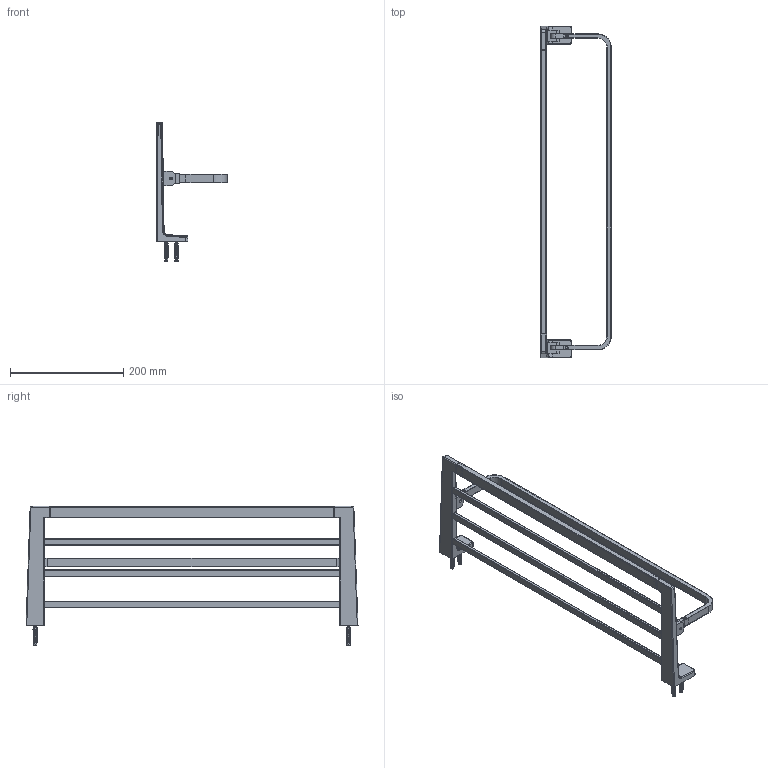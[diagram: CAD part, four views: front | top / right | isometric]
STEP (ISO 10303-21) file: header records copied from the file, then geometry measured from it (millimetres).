
FILE_DESCRIPTION((''),'2;1');
FILE_NAME('67012_ASM','2017-07-17T',('Administrator'),(''),'PRO/ENGINEER BY PARAMETRIC TECHNOLOGY CORPORATION, 2013410','PRO/ENGINEER BY PARAMETRIC TECHNOLOGY CORPORATION, 2013410','');
FILE_SCHEMA(('CONFIG_CONTROL_DESIGN'));
Length unit declared in the file: millimetre
Products named in the file (16): P705120; 676200; 675140; 675141; 676200_ASM; 676220; 94625AB; 94111; P946240; 676210; 676210_ASM; 675000; MCG104030; SJ-PJ-06; PJ01_ASM; 67012_ASM
Assembly tree (25 placements, depth 3):
  67012_ASM
    P705120
    676200_ASM
      676200
      675140
      675141
    676220  x3
    94625AB  x2
    94111  x2
    P946240
    676210_ASM
      676210
      675141
      675140
    675000  x2
    PJ01_ASM  x4
      MCG104030
      SJ-PJ-06
Bounding box: 124.53 x 586 x 245.61 mm (x, y, z)
Volume: 200793.2 mm3; surface area: 320137.2 mm2
Topology: 29 solids, 29 shells, 1626 faces, 4274 edges, 2720 vertices
Faces by surface type: plane 772, cylinder 434, bspline 212, torus 92, cone 76, sphere 20, revolution 16, extrusion 4
Entity records: 29841 total; most frequent: CARTESIAN_POINT 12262, ORIENTED_EDGE 3722, DIRECTION 3430, EDGE_CURVE 1861, AXIS2_PLACEMENT_3D 1198, VERTEX_POINT 1179, VECTOR 1030, LINE 1029
